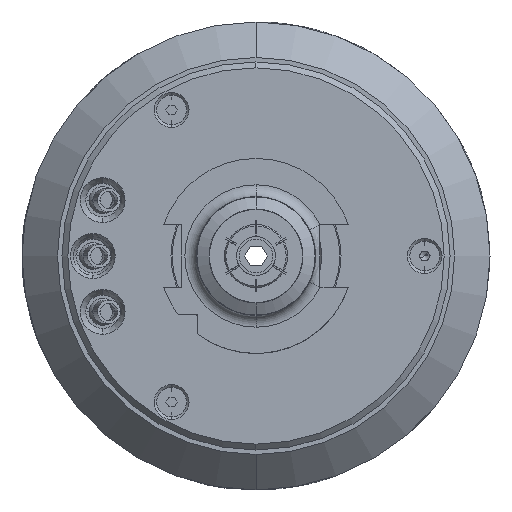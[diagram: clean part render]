
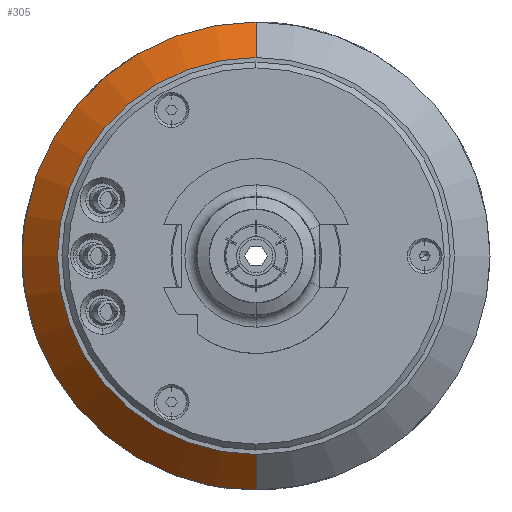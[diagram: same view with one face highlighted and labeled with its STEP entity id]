
A CAD part, left-side view. The second image highlights one B-rep face of the part: STEP entity #305.
In plain terms, the highlighted conical face has half-angle 45 degrees and reference radius 60 mm.
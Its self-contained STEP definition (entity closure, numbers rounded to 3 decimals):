
#305 = ADVANCED_FACE ( 'NONE', ( #13919 ), #13904, .T. ) ;
#1985 = AXIS2_PLACEMENT_3D ( 'NONE', #24337, #24339, #24342 ) ;
#4744 = CIRCLE ( 'NONE', #8538, 50.9 ) ;
#4806 = CIRCLE ( 'NONE', #8568, 60. ) ;
#4812 = VECTOR ( 'NONE', #6031, 1000. ) ;
#4813 = LINE ( 'NONE', #6032, #4812 ) ;
#4841 = VECTOR ( 'NONE', #10066, 1000. ) ;
#4843 = LINE ( 'NONE', #10067, #4841 ) ;
#6014 = DIRECTION ( 'NONE',  ( 0., 0., 1. ) ) ;
#6015 = DIRECTION ( 'NONE',  ( -1., 0., 0. ) ) ;
#6016 = CARTESIAN_POINT ( 'NONE',  ( -262.4, 0., 0. ) ) ;
#6031 = DIRECTION ( 'NONE',  ( 0.707, 0., -0.707 ) ) ;
#6032 = CARTESIAN_POINT ( 'NONE',  ( -262.4, 0., -60. ) ) ;
#6130 = DIRECTION ( 'NONE',  ( 0., 0., 1. ) ) ;
#6131 = DIRECTION ( 'NONE',  ( -1., 0., 0. ) ) ;
#6132 = CARTESIAN_POINT ( 'NONE',  ( -271.5, 0., 0. ) ) ;
#8538 = AXIS2_PLACEMENT_3D ( 'NONE', #6132, #6131, #6130 ) ;
#8568 = AXIS2_PLACEMENT_3D ( 'NONE', #6016, #6015, #6014 ) ;
#10066 = DIRECTION ( 'NONE',  ( 0.707, 0., 0.707 ) ) ;
#10067 = CARTESIAN_POINT ( 'NONE',  ( -262.4, 0., 60. ) ) ;
#11052 = EDGE_LOOP ( 'NONE', ( #19947, #19622, #19526, #19367 ) ) ;
#11710 = VERTEX_POINT ( 'NONE', #18998 ) ;
#11907 = VERTEX_POINT ( 'NONE', #26827 ) ;
#11970 = VERTEX_POINT ( 'NONE', #15895 ) ;
#12083 = VERTEX_POINT ( 'NONE', #15603 ) ;
#13904 = CONICAL_SURFACE ( 'NONE', #1985, 60., 0.785 ) ;
#13919 = FACE_OUTER_BOUND ( 'NONE', #11052, .T. ) ;
#15603 = CARTESIAN_POINT ( 'NONE',  ( -271.5, 0., 50.9 ) ) ;
#15895 = CARTESIAN_POINT ( 'NONE',  ( -262.4, 0., 60. ) ) ;
#18711 = EDGE_CURVE ( 'NONE', #12083, #11970, #4843, .T. ) ;
#18732 = EDGE_CURVE ( 'NONE', #11710, #11907, #4813, .T. ) ;
#18738 = EDGE_CURVE ( 'NONE', #11970, #11907, #4806, .T. ) ;
#18787 = EDGE_CURVE ( 'NONE', #12083, #11710, #4744, .T. ) ;
#18998 = CARTESIAN_POINT ( 'NONE',  ( -271.5, 0., -50.9 ) ) ;
#19367 = ORIENTED_EDGE ( 'NONE', *, *, #18732, .F. ) ;
#19526 = ORIENTED_EDGE ( 'NONE', *, *, #18738, .T. ) ;
#19622 = ORIENTED_EDGE ( 'NONE', *, *, #18711, .T. ) ;
#19947 = ORIENTED_EDGE ( 'NONE', *, *, #18787, .F. ) ;
#24337 = CARTESIAN_POINT ( 'NONE',  ( -262.4, 0., 0. ) ) ;
#24339 = DIRECTION ( 'NONE',  ( 1., 0., 0. ) ) ;
#24342 = DIRECTION ( 'NONE',  ( 0., 0., -1. ) ) ;
#26827 = CARTESIAN_POINT ( 'NONE',  ( -262.4, 0., -60. ) ) ;
